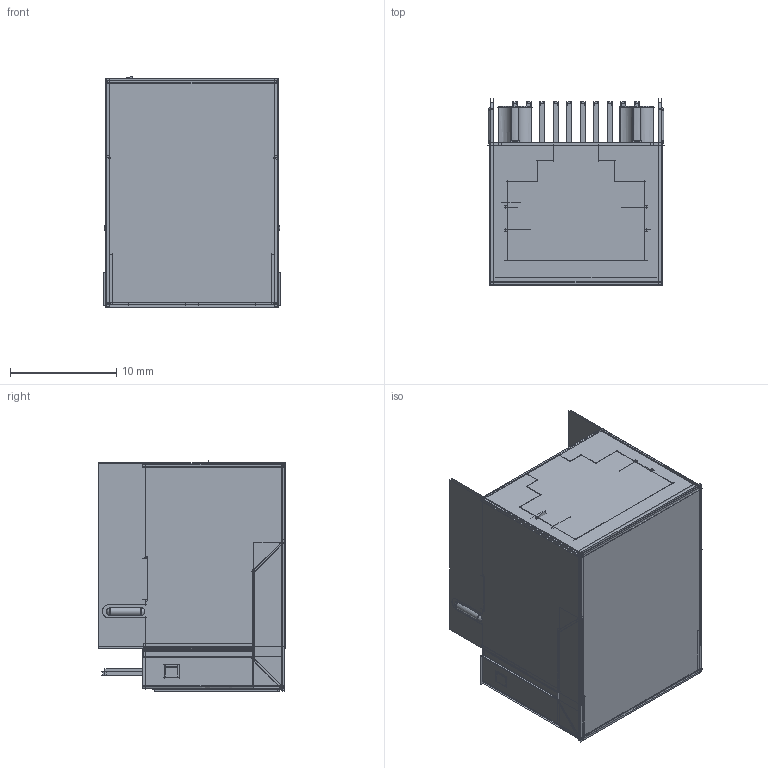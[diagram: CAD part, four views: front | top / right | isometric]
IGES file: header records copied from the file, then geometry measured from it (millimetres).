
Start section:  PTC IGES file: DGKYD111Q066GWA1D.igs
Global section: file name: DGKYD111Q066GWA1D.igs; native system: Creo Parametric by PTC Inc.; preprocessor: 2018400; author: Administrator; organization: Unknown; date: 20210520.100814; units: millimetre
Bounding box: 16.64 x 17.53 x 21.75 mm (x, y, z)
Volume: 2021.5 mm3; surface area: 32004.6 mm2
Topology: 21 solids, 21 shells, 2212 faces, 11198 edges, 13688 vertices
Faces by surface type: bspline 1788, revolution 328, extrusion 96
